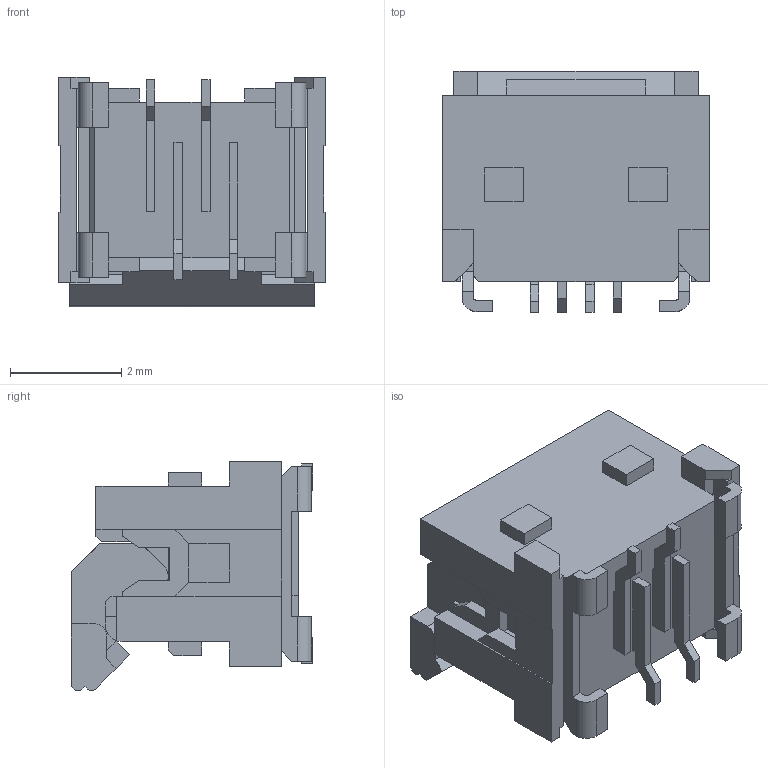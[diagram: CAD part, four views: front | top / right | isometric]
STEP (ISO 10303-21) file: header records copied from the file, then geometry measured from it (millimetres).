
FILE_DESCRIPTION((''),'2;1');
FILE_NAME('5019510430','2019-06-27T',('gga'),(''),'PRO/ENGINEER BY PARAMETRIC TECHNOLOGY CORPORATION, 2016010','PRO/ENGINEER BY PARAMETRIC TECHNOLOGY CORPORATION, 2016010','');
FILE_SCHEMA(('CONFIG_CONTROL_DESIGN'));
Length unit declared in the file: millimetre
Products named in the file (1): 5019510430
Bounding box: 4.8 x 4.34 x 4.13 mm (x, y, z)
Volume: 43.4 mm3; surface area: 172.6 mm2
Topology: 1 solids, 1 shells, 351 faces, 1093 edges, 728 vertices
Faces by surface type: plane 321, cylinder 30
Entity records: 11978 total; most frequent: CARTESIAN_POINT 2141, ORIENTED_EDGE 2122, DIRECTION 1865, EDGE_CURVE 1061, VECTOR 1025, LINE 1025, VERTEX_POINT 696, AXIS2_PLACEMENT_3D 420
